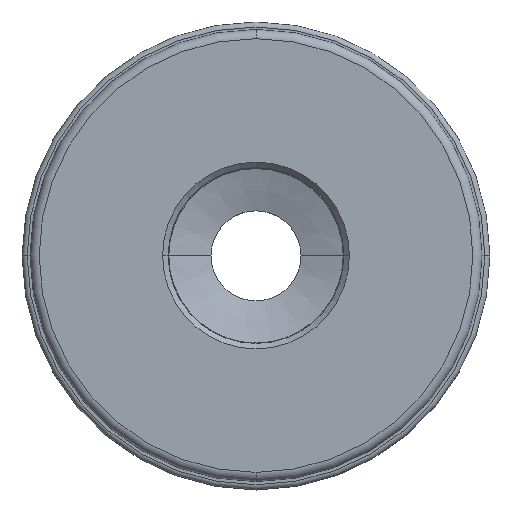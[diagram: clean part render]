
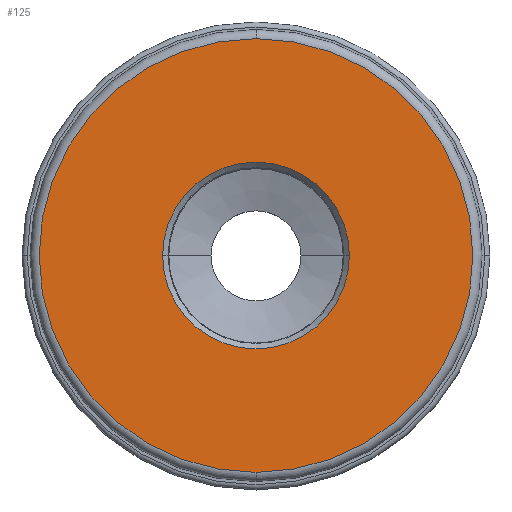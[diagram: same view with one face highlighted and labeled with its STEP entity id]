
A CAD part, top view. The second image highlights one B-rep face of the part: STEP entity #125.
In plain terms, the highlighted planar face has unit normal (0, 0, 1).
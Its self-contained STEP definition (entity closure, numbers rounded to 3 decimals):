
#73=PLANE('',#1221);
#80=FACE_BOUND('',#260,.T.);
#81=FACE_BOUND('',#261,.T.);
#125=ADVANCED_FACE('',(#80,#81),#73,.F.);
#260=EDGE_LOOP('',(#378,#379,#380,#381));
#261=EDGE_LOOP('',(#382,#383,#384,#385));
#378=ORIENTED_EDGE('',*,*,#744,.F.);
#379=ORIENTED_EDGE('',*,*,#745,.T.);
#380=ORIENTED_EDGE('',*,*,#746,.T.);
#381=ORIENTED_EDGE('',*,*,#747,.T.);
#382=ORIENTED_EDGE('',*,*,#748,.T.);
#383=ORIENTED_EDGE('',*,*,#749,.T.);
#384=ORIENTED_EDGE('',*,*,#750,.T.);
#385=ORIENTED_EDGE('',*,*,#751,.T.);
#632=VERTEX_POINT('',#2553);
#633=VERTEX_POINT('',#2554);
#634=VERTEX_POINT('',#2556);
#635=VERTEX_POINT('',#2558);
#636=VERTEX_POINT('',#2561);
#637=VERTEX_POINT('',#2562);
#638=VERTEX_POINT('',#2564);
#639=VERTEX_POINT('',#2566);
#744=EDGE_CURVE('',#632,#633,#899,.T.);
#745=EDGE_CURVE('',#632,#634,#900,.T.);
#746=EDGE_CURVE('',#634,#635,#901,.T.);
#747=EDGE_CURVE('',#635,#633,#902,.T.);
#748=EDGE_CURVE('',#636,#637,#903,.T.);
#749=EDGE_CURVE('',#637,#638,#904,.T.);
#750=EDGE_CURVE('',#638,#639,#905,.T.);
#751=EDGE_CURVE('',#639,#636,#906,.T.);
#899=CIRCLE('',#1213,47.1);
#900=CIRCLE('',#1214,47.1);
#901=CIRCLE('',#1215,47.1);
#902=CIRCLE('',#1216,47.1);
#903=CIRCLE('',#1217,20.285);
#904=CIRCLE('',#1218,20.285);
#905=CIRCLE('',#1219,20.285);
#906=CIRCLE('',#1220,20.285);
#1213=AXIS2_PLACEMENT_3D('',#2552,#1448,#1449);
#1214=AXIS2_PLACEMENT_3D('',#2555,#1450,#1451);
#1215=AXIS2_PLACEMENT_3D('',#2557,#1452,#1453);
#1216=AXIS2_PLACEMENT_3D('',#2559,#1454,#1455);
#1217=AXIS2_PLACEMENT_3D('',#2560,#1456,#1457);
#1218=AXIS2_PLACEMENT_3D('',#2563,#1458,#1459);
#1219=AXIS2_PLACEMENT_3D('',#2565,#1460,#1461);
#1220=AXIS2_PLACEMENT_3D('',#2567,#1462,#1463);
#1221=AXIS2_PLACEMENT_3D('',#2568,#1464,#1465);
#1448=DIRECTION('',(0.,0.,-1.));
#1449=DIRECTION('',(0.,-1.,0.));
#1450=DIRECTION('',(0.,0.,1.));
#1451=DIRECTION('',(0.,1.,0.));
#1452=DIRECTION('',(0.,0.,1.));
#1453=DIRECTION('',(0.,1.,0.));
#1454=DIRECTION('',(0.,0.,1.));
#1455=DIRECTION('',(0.,-1.,0.));
#1456=DIRECTION('',(0.,0.,-1.));
#1457=DIRECTION('',(0.,-1.,0.));
#1458=DIRECTION('',(0.,0.,-1.));
#1459=DIRECTION('',(-1.,0.,0.));
#1460=DIRECTION('',(0.,0.,-1.));
#1461=DIRECTION('',(0.,1.,0.));
#1462=DIRECTION('',(0.,0.,-1.));
#1463=DIRECTION('',(1.,0.,0.));
#1464=DIRECTION('',(0.,0.,-1.));
#1465=DIRECTION('',(0.,-1.,0.));
#2552=CARTESIAN_POINT('',(0.,0.,0.));
#2553=CARTESIAN_POINT('',(0.,47.1,0.));
#2554=CARTESIAN_POINT('',(0.015,-47.1,0.));
#2555=CARTESIAN_POINT('',(0.,0.,0.));
#2556=CARTESIAN_POINT('',(-0.015,47.1,0.));
#2557=CARTESIAN_POINT('',(0.,0.,0.));
#2558=CARTESIAN_POINT('',(0.,-47.1,0.));
#2559=CARTESIAN_POINT('',(0.,0.,0.));
#2560=CARTESIAN_POINT('',(0.,0.,0.));
#2561=CARTESIAN_POINT('',(0.,-20.285,0.));
#2562=CARTESIAN_POINT('',(-20.285,0.,0.));
#2563=CARTESIAN_POINT('',(0.,0.,0.));
#2564=CARTESIAN_POINT('',(0.,20.285,0.));
#2565=CARTESIAN_POINT('',(0.,0.,0.));
#2566=CARTESIAN_POINT('',(20.285,0.,0.));
#2567=CARTESIAN_POINT('',(0.,0.,0.));
#2568=CARTESIAN_POINT('',(0.,0.,0.));
